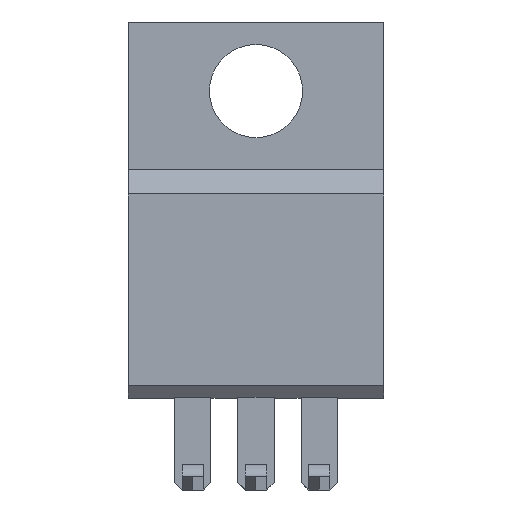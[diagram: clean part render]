
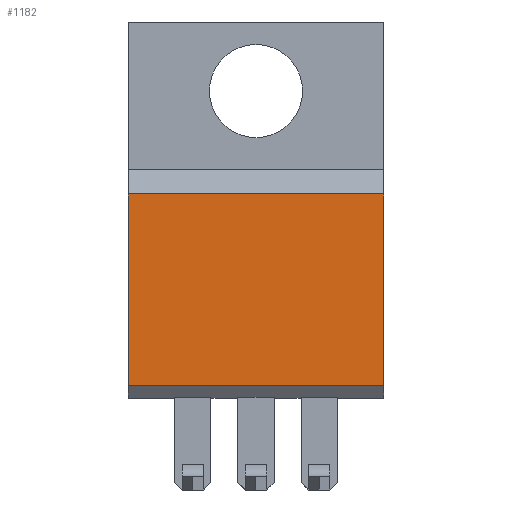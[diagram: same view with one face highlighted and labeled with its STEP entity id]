
A CAD part, front view. The second image highlights one B-rep face of the part: STEP entity #1182.
In plain terms, the highlighted planar face has unit normal (0, -1, 0).
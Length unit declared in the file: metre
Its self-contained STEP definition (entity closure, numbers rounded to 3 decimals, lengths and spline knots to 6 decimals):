
#325=ORIENTED_EDGE('',*,*,#545,.T.);
#326=ORIENTED_EDGE('',*,*,#530,.T.);
#327=ORIENTED_EDGE('',*,*,#543,.F.);
#328=ORIENTED_EDGE('',*,*,#546,.F.);
#530=EDGE_CURVE('',#651,#650,#787,.T.);
#543=EDGE_CURVE('',#656,#650,#800,.T.);
#545=EDGE_CURVE('',#657,#651,#802,.T.);
#546=EDGE_CURVE('',#657,#656,#803,.T.);
#650=VERTEX_POINT('',#1941);
#651=VERTEX_POINT('',#1943);
#656=VERTEX_POINT('',#1965);
#657=VERTEX_POINT('',#1969);
#787=LINE('',#1942,#934);
#800=LINE('',#1964,#947);
#802=LINE('',#1968,#949);
#803=LINE('',#1970,#950);
#934=VECTOR('',#1598,1.);
#947=VECTOR('',#1619,1.);
#949=VECTOR('',#1623,1.);
#950=VECTOR('',#1624,1.);
#1006=EDGE_LOOP('',(#325,#326,#327,#328));
#1069=FACE_BOUND('',#1006,.T.);
#1128=PLANE('',#1324);
#1182=ADVANCED_FACE('',(#1069),#1128,.T.);
#1324=AXIS2_PLACEMENT_3D('',#1967,#1621,#1622);
#1598=DIRECTION('',(0.,0.,1.));
#1619=DIRECTION('',(1.,0.,0.));
#1621=DIRECTION('',(0.,-1.,0.));
#1622=DIRECTION('',(0.,0.,1.));
#1623=DIRECTION('',(1.,0.,0.));
#1624=DIRECTION('',(0.,0.,1.));
#1941=CARTESIAN_POINT('',(0.007665,-0.001295,0.011875));
#1942=CARTESIAN_POINT('',(0.007665,-0.001295,0.004185));
#1943=CARTESIAN_POINT('',(0.007665,-0.001295,0.004185));
#1964=CARTESIAN_POINT('',(-0.002585,-0.001295,0.011875));
#1965=CARTESIAN_POINT('',(-0.002585,-0.001295,0.011875));
#1967=CARTESIAN_POINT('',(-0.002585,-0.001295,0.004185));
#1968=CARTESIAN_POINT('',(-0.002585,-0.001295,0.004185));
#1969=CARTESIAN_POINT('',(-0.002585,-0.001295,0.004185));
#1970=CARTESIAN_POINT('',(-0.002585,-0.001295,0.004185));
